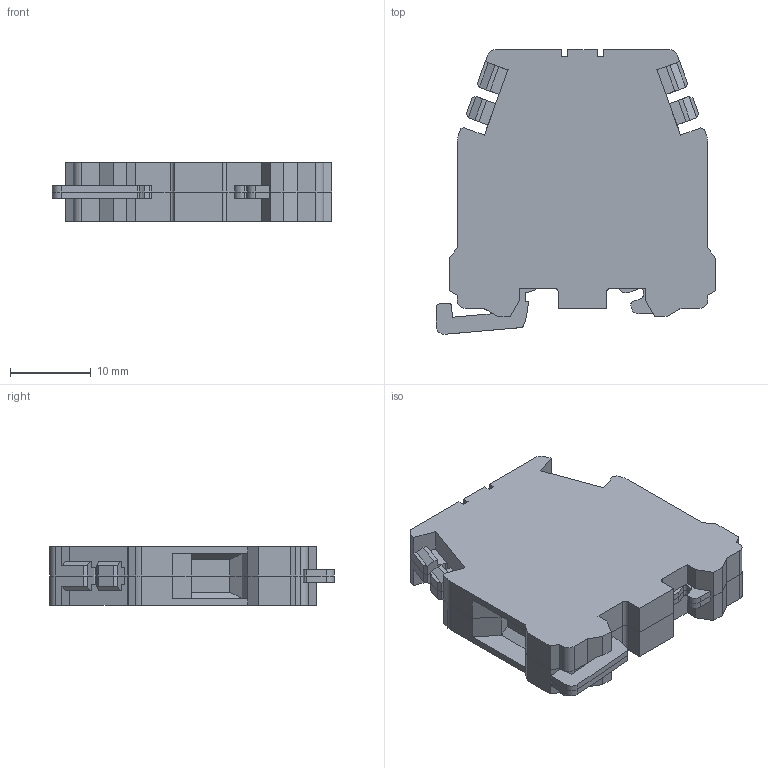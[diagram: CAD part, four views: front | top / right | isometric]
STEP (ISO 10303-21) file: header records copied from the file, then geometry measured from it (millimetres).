
FILE_DESCRIPTION(('Creo Elements/Direct Modeling STEP Export'),'2;1');
FILE_NAME('TR.4.stp','2014-12-04T13:13:14',(''),(''),'Creo Elements/Direct Modeling STEP processor for AP214 (Solid Model)','Creo Elements/Direct Modeling 18.1E 22-Nov-2013 (C) Parametric Technology GmbH','');
FILE_SCHEMA(('AUTOMOTIVE_DESIGN { 1 0 10303 214 1 1 1 1 }'));
Length unit declared in the file: millimetre
Products named in the file (3): ISOLANTE_GIALLO_1-83890.PRT; ISOLANTE_GIALLO_1-85890.ASM; TR_4.stp
Assembly tree (2 placements, depth 3):
  TR_4.stp
    ISOLANTE_GIALLO_1-85890.ASM
      ISOLANTE_GIALLO_1-83890.PRT
Bounding box: 34.6 x 35.21 x 7.3 mm (x, y, z)
Volume: 5938.6 mm3; surface area: 3536 mm2
Topology: 1 solids, 1 shells, 280 faces, 707 edges, 429 vertices
Faces by surface type: plane 236, cylinder 44
Entity records: 9231 total; most frequent: ORIENTED_EDGE 1414, CARTESIAN_POINT 1243, DIRECTION 1059, EDGE_CURVE 707, VECTOR 545, LINE 545, VERTEX_POINT 429, EDGE_LOOP 280
